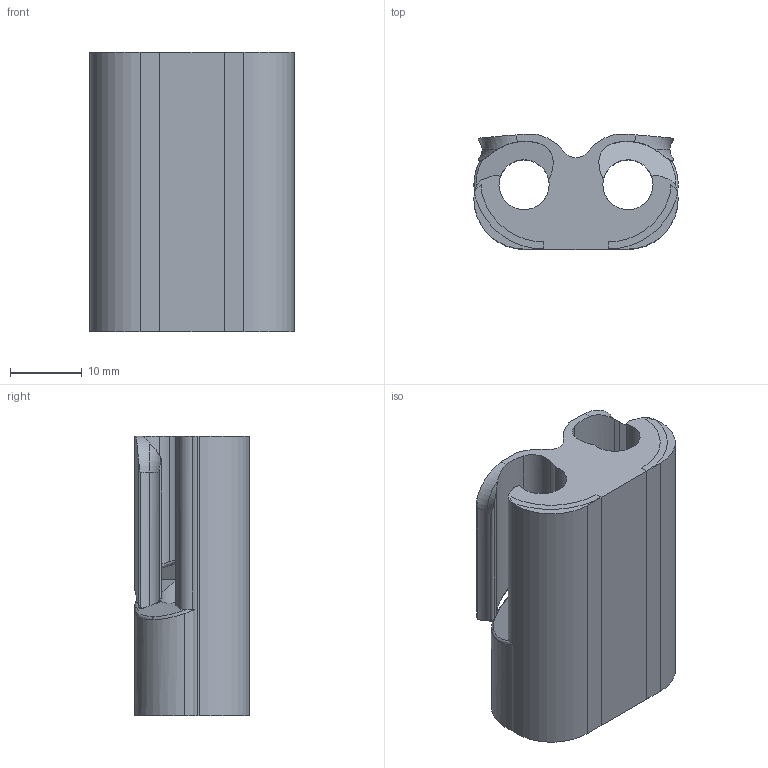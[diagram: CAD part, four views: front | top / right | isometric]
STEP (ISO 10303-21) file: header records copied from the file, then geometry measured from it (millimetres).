
FILE_DESCRIPTION(('HOOPS Exchange Step'),'2;1');
FILE_NAME('temp_export','2025-01-20T23:53:15+18:00',('campagne'),('Shapr3D Limited'),'HOOPS Exchange 2024.6','Shapr3D','Authorized');
FILE_SCHEMA( ('AP242_MANAGED_MODEL_BASED_3D_ENGINEERING_MIM_LF {1 0 10303 442 1 1 4 }') );
Length unit declared in the file: millimetre
Products named in the file (3): Default:1; Hinge Lower.step; root
Assembly tree (2 placements, depth 3):
  root
    Hinge Lower.step
      Default:1
Bounding box: 28.5 x 16 x 39 mm (x, y, z)
Volume: 12140.1 mm3; surface area: 8103.4 mm2
Topology: 3 solids, 3 shells, 142 faces, 380 edges, 236 vertices
Faces by surface type: cylinder 69, bspline 38, plane 31, torus 4
Full cylindrical faces by diameter (mm): 7 x2
Entity records: 8284 total; most frequent: CARTESIAN_POINT 5106, ORIENTED_EDGE 748, DIRECTION 504, EDGE_CURVE 374, VERTEX_POINT 236, AXIS2_PLACEMENT_3D 188, EDGE_LOOP 144, FACE_BOUND 144
